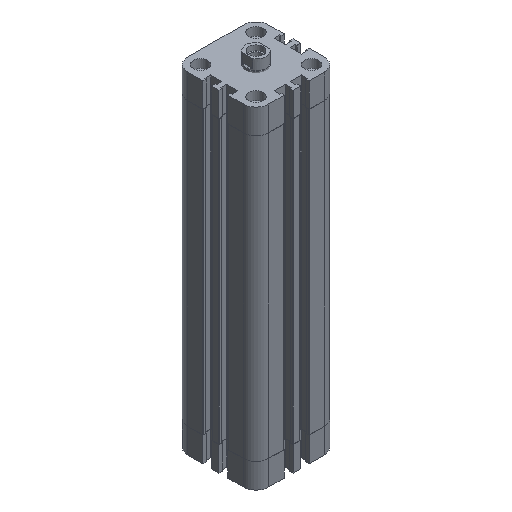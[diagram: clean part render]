
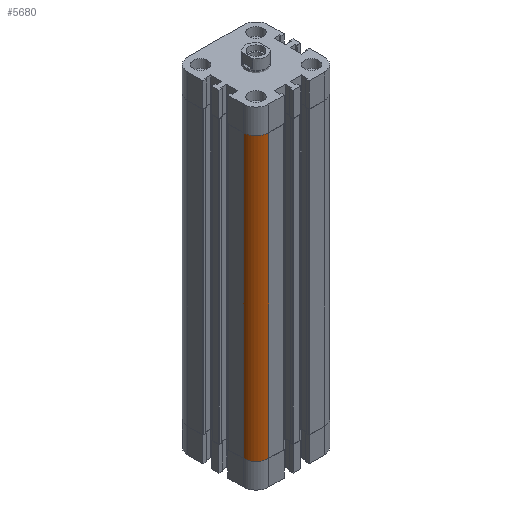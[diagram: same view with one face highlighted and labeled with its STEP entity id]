
A CAD part, isometric view. The second image highlights one B-rep face of the part: STEP entity #5680.
In plain terms, the highlighted cylindrical face has radius 7.5 mm (diameter 15 mm), a partial arc.
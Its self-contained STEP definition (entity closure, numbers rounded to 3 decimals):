
#5110=CARTESIAN_POINT('',(23.75,-16.25,-82.5));
#5111=VERTEX_POINT('',#5110);
#5118=CARTESIAN_POINT('',(16.25,-23.75,-82.5));
#5119=VERTEX_POINT('',#5118);
#5120=CARTESIAN_POINT('',(16.25,-16.25,-82.5));
#5121=DIRECTION('',(0.0,0.0,1.0));
#5122=DIRECTION('',(0.0,-1.0,0.0));
#5123=AXIS2_PLACEMENT_3D('',#5120,#5121,#5122);
#5124=CIRCLE('',#5123,7.5);
#5125=EDGE_CURVE('',#5119,#5111,#5124,.T.);
#5637=CARTESIAN_POINT('',(23.75,-16.25,82.5));
#5638=VERTEX_POINT('',#5637);
#5645=CARTESIAN_POINT('',(23.75,-16.25,-82.5));
#5646=DIRECTION('',(0.0,0.0,1.0));
#5647=VECTOR('',#5646,165.0);
#5648=LINE('',#5645,#5647);
#5649=EDGE_CURVE('',#5111,#5638,#5648,.T.);
#5656=CARTESIAN_POINT('',(16.25,-16.25,0.0));
#5657=DIRECTION('',(0.0,0.0,1.0));
#5658=DIRECTION('',(0.0,-1.0,0.0));
#5659=AXIS2_PLACEMENT_3D('',#5656,#5657,#5658);
#5660=CYLINDRICAL_SURFACE('',#5659,7.5);
#5661=CARTESIAN_POINT('',(16.25,-23.75,82.5));
#5662=VERTEX_POINT('',#5661);
#5663=CARTESIAN_POINT('',(16.25,-16.25,82.5));
#5664=DIRECTION('',(0.0,0.0,-1.0));
#5665=DIRECTION('',(0.0,-1.0,0.0));
#5666=AXIS2_PLACEMENT_3D('',#5663,#5664,#5665);
#5667=CIRCLE('',#5666,7.5);
#5668=EDGE_CURVE('',#5638,#5662,#5667,.T.);
#5669=ORIENTED_EDGE('',*,*,#5668,.T.);
#5670=CARTESIAN_POINT('',(16.25,-23.75,-82.5));
#5671=DIRECTION('',(0.0,0.0,1.0));
#5672=VECTOR('',#5671,165.0);
#5673=LINE('',#5670,#5672);
#5674=EDGE_CURVE('',#5119,#5662,#5673,.T.);
#5675=ORIENTED_EDGE('',*,*,#5674,.F.);
#5676=ORIENTED_EDGE('',*,*,#5125,.T.);
#5677=ORIENTED_EDGE('',*,*,#5649,.T.);
#5678=EDGE_LOOP('',(#5669,#5675,#5676,#5677));
#5679=FACE_OUTER_BOUND('',#5678,.T.);
#5680=ADVANCED_FACE('',(#5679),#5660,.T.);
